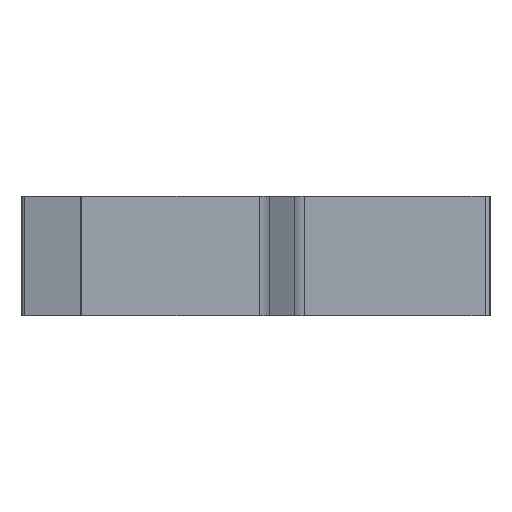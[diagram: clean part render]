
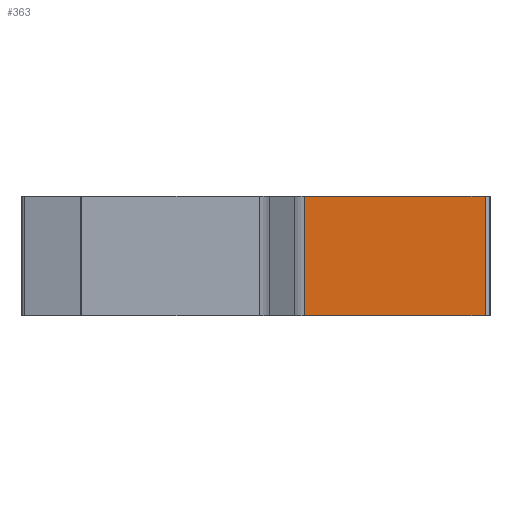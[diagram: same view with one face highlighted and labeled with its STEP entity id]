
A CAD part, left-side view. The second image highlights one B-rep face of the part: STEP entity #363.
In plain terms, the highlighted planar face has unit normal (-1, 0, 0).
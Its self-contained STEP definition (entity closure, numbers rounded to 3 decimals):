
#363=ADVANCED_FACE('',(#608),#502,.F.);
#502=PLANE('',#3373);
#608=FACE_OUTER_BOUND('',#776,.T.);
#776=EDGE_LOOP('',(#1164,#1165,#1166,#1167));
#1164=ORIENTED_EDGE('',*,*,#2367,.T.);
#1165=ORIENTED_EDGE('',*,*,#2368,.F.);
#1166=ORIENTED_EDGE('',*,*,#2369,.F.);
#1167=ORIENTED_EDGE('',*,*,#2365,.T.);
#2000=VERTEX_POINT('',#4988);
#2001=VERTEX_POINT('',#4990);
#2002=VERTEX_POINT('',#4994);
#2003=VERTEX_POINT('',#4996);
#2365=EDGE_CURVE('',#2001,#2000,#2752,.T.);
#2367=EDGE_CURVE('',#2000,#2002,#2753,.T.);
#2368=EDGE_CURVE('',#2003,#2002,#2754,.T.);
#2369=EDGE_CURVE('',#2001,#2003,#2755,.T.);
#2752=LINE('',#4989,#3054);
#2753=LINE('',#4993,#3055);
#2754=LINE('',#4995,#3056);
#2755=LINE('',#4997,#3057);
#3054=VECTOR('',#3979,1.);
#3055=VECTOR('',#3984,1.);
#3056=VECTOR('',#3985,1.);
#3057=VECTOR('',#3986,1.);
#3373=AXIS2_PLACEMENT_3D('',#4998,#3987,#3988);
#3979=DIRECTION('',(0.,0.,-1.));
#3984=DIRECTION('',(0.,-1.,0.));
#3985=DIRECTION('',(0.,0.,-1.));
#3986=DIRECTION('',(0.,-1.,0.));
#3987=DIRECTION('',(1.,0.,0.));
#3988=DIRECTION('',(0.,0.,1.));
#4988=CARTESIAN_POINT('',(-32.2,11.964,0.));
#4989=CARTESIAN_POINT('',(-32.2,11.964,12.1));
#4990=CARTESIAN_POINT('',(-32.2,11.964,12.1));
#4993=CARTESIAN_POINT('',(-32.2,11.964,0.));
#4994=CARTESIAN_POINT('',(-32.2,-6.3,0.));
#4995=CARTESIAN_POINT('',(-32.2,-6.3,12.1));
#4996=CARTESIAN_POINT('',(-32.2,-6.3,12.1));
#4997=CARTESIAN_POINT('',(-32.2,11.964,12.1));
#4998=CARTESIAN_POINT('',(-32.2,11.964,12.1));
